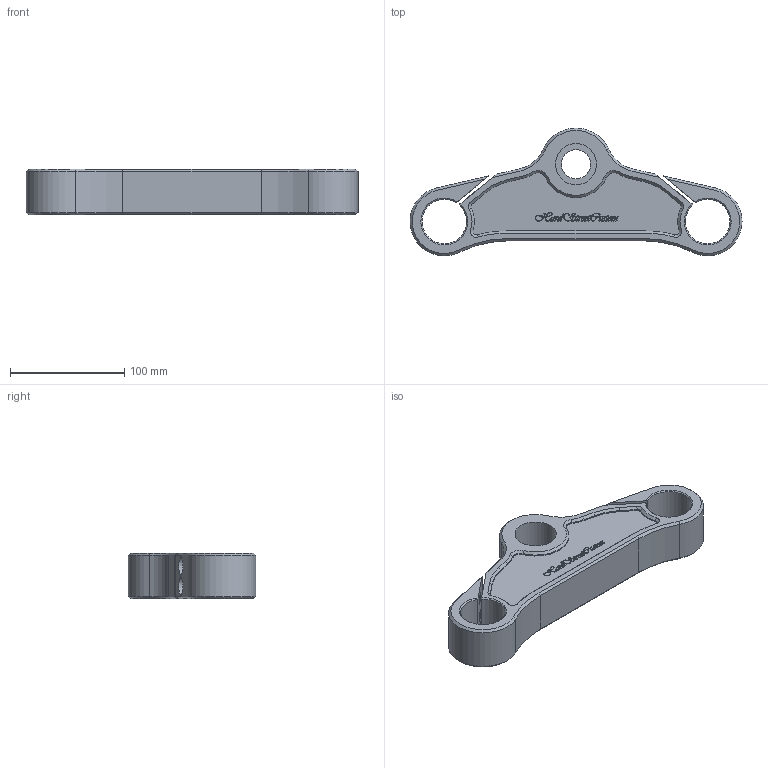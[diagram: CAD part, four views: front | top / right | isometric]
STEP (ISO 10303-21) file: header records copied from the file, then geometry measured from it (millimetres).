
FILE_DESCRIPTION(/* description */ (''),/* implementation_level */ '2;1');
FILE_NAME(/* name */ 'te _ sup v3 OK v1.step',/* time_stamp */ '2020-05-04T22:33:29+02:00',/* author */ (''),/* organization */ (''),/* preprocessor_version */ 'ST-DEVELOPER v18.1',/* originating_system */ 'Autodesk Translation Framework v9.2.0.1227',/* authorisation */ '');
FILE_SCHEMA (('AUTOMOTIVE_DESIGN { 1 0 10303 214 3 1 1 }'));
Length unit declared in the file: millimetre
Products named in the file (1): te : sup v3 OK
Bounding box: 290 x 111.48 x 40 mm (x, y, z)
Volume: 573981.8 mm3; surface area: 86556.3 mm2
Topology: 1 solids, 1 shells, 995 faces, 2804 edges, 1837 vertices
Faces by surface type: bspline 457, cylinder 327, plane 173, cone 38
Full cylindrical faces by diameter (mm): 8.78 x120, 10 x4, 10.17 x122, 16 x4, 25.5 x1, 31.5 x1, 36 x1
Entity records: 61468 total; most frequent: CARTESIAN_POINT 39824, ORIENTED_EDGE 5600, EDGE_CURVE 2800, DIRECTION 2630, VERTEX_POINT 1837, B_SPLINE_CURVE_WITH_KNOTS 1450, LINE 1132, VECTOR 1132
